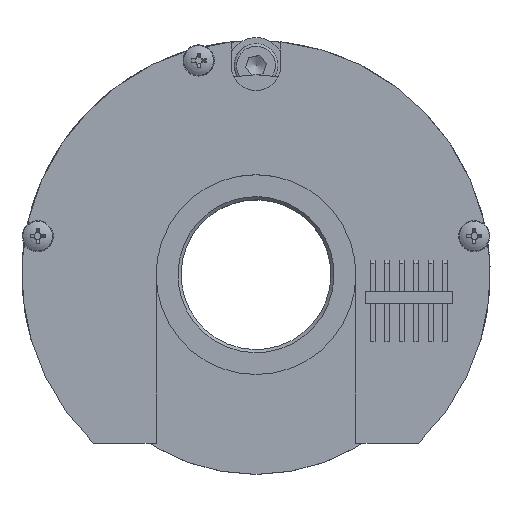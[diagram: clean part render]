
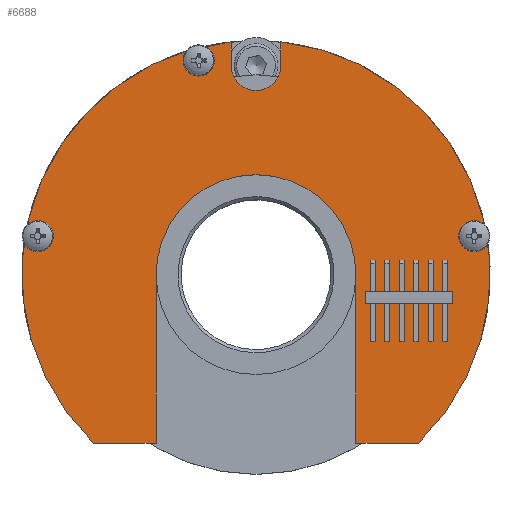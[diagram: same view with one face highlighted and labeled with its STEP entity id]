
A CAD part, top view. The second image highlights one B-rep face of the part: STEP entity #6688.
In plain terms, the highlighted planar face has unit normal (0, 0, 1).
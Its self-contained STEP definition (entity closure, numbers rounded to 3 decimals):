
#307=PLANE($,#7229);
#516=FACE_BOUND($,#2401,.T.);
#517=FACE_BOUND($,#2402,.T.);
#518=FACE_BOUND($,#2403,.T.);
#519=FACE_BOUND($,#2404,.T.);
#814=LINE($,#10507,#1480);
#818=LINE($,#10516,#1484);
#827=LINE($,#10550,#1493);
#828=LINE($,#10553,#1494);
#830=LINE($,#10564,#1496);
#831=LINE($,#10567,#1497);
#1480=VECTOR($,#8298,3.786);
#1484=VECTOR($,#8304,3.786);
#1493=VECTOR($,#8339,10.024);
#1494=VECTOR($,#8342,10.024);
#1496=VECTOR($,#8354,27.);
#1497=VECTOR($,#8357,27.);
#2401=EDGE_LOOP($,(#5474));
#2402=EDGE_LOOP($,(#5475));
#2403=EDGE_LOOP($,(#5476));
#2404=EDGE_LOOP($,(#5477,#5478,#5479,#5480,#5481,#5482,#5483,#5484,#5485,
#5486));
#2812=CIRCLE($,#7217,4.);
#2819=CIRCLE($,#7226,37.5);
#2820=CIRCLE($,#7230,1.5);
#2821=CIRCLE($,#7231,1.5);
#2822=CIRCLE($,#7232,1.5);
#2823=CIRCLE($,#7233,37.5);
#2824=CIRCLE($,#7234,16.);
#3233=VERTEX_POINT($,#10504);
#3234=VERTEX_POINT($,#10506);
#3237=VERTEX_POINT($,#10513);
#3238=VERTEX_POINT($,#10515);
#3248=VERTEX_POINT($,#10542);
#3249=VERTEX_POINT($,#10546);
#3250=VERTEX_POINT($,#10548);
#3251=VERTEX_POINT($,#10552);
#3252=VERTEX_POINT($,#10556);
#3253=VERTEX_POINT($,#10558);
#3254=VERTEX_POINT($,#10560);
#3255=VERTEX_POINT($,#10563);
#3256=VERTEX_POINT($,#10565);
#4129=EDGE_CURVE($,#3234,#3233,#814,.T.);
#4133=EDGE_CURVE($,#3238,#3237,#818,.T.);
#4136=EDGE_CURVE($,#3233,#3238,#2812,.T.);
#4147=EDGE_CURVE($,#3234,#3248,#2819,.T.);
#4151=EDGE_CURVE($,#3249,#3250,#827,.T.);
#4152=EDGE_CURVE($,#3251,#3248,#828,.T.);
#4154=EDGE_CURVE($,#3252,#3252,#2820,.T.);
#4155=EDGE_CURVE($,#3253,#3253,#2821,.T.);
#4156=EDGE_CURVE($,#3254,#3254,#2822,.T.);
#4157=EDGE_CURVE($,#3249,#3237,#2823,.T.);
#4158=EDGE_CURVE($,#3250,#3255,#830,.T.);
#4159=EDGE_CURVE($,#3255,#3256,#2824,.T.);
#4160=EDGE_CURVE($,#3256,#3251,#831,.T.);
#5474=ORIENTED_EDGE($,*,*,#4154,.T.);
#5475=ORIENTED_EDGE($,*,*,#4155,.T.);
#5476=ORIENTED_EDGE($,*,*,#4156,.T.);
#5477=ORIENTED_EDGE($,*,*,#4133,.T.);
#5478=ORIENTED_EDGE($,*,*,#4157,.F.);
#5479=ORIENTED_EDGE($,*,*,#4151,.T.);
#5480=ORIENTED_EDGE($,*,*,#4158,.T.);
#5481=ORIENTED_EDGE($,*,*,#4159,.T.);
#5482=ORIENTED_EDGE($,*,*,#4160,.T.);
#5483=ORIENTED_EDGE($,*,*,#4152,.T.);
#5484=ORIENTED_EDGE($,*,*,#4147,.F.);
#5485=ORIENTED_EDGE($,*,*,#4129,.T.);
#5486=ORIENTED_EDGE($,*,*,#4136,.T.);
#6688=ADVANCED_FACE($,(#516,#517,#518,#519),#307,.F.);
#7217=AXIS2_PLACEMENT_3D($,#10520,#8310,#8311);
#7226=AXIS2_PLACEMENT_3D($,#10543,#8332,#8333);
#7229=AXIS2_PLACEMENT_3D($,#10555,#8344,#8345);
#7230=AXIS2_PLACEMENT_3D($,#10557,#8346,#8347);
#7231=AXIS2_PLACEMENT_3D($,#10559,#8348,#8349);
#7232=AXIS2_PLACEMENT_3D($,#10561,#8350,#8351);
#7233=AXIS2_PLACEMENT_3D($,#10562,#8352,#8353);
#7234=AXIS2_PLACEMENT_3D($,#10566,#8355,#8356);
#8298=DIRECTION($,(0.,-1.,0.));
#8304=DIRECTION($,(0.,1.,0.));
#8310=DIRECTION('center_axis',(0.,0.,-1.));
#8311=DIRECTION('ref_axis',(-1.,0.,0.));
#8332=DIRECTION('center_axis',(0.,0.,-1.));
#8333=DIRECTION('ref_axis',(-1.,0.,0.));
#8339=DIRECTION($,(1.,0.,0.));
#8342=DIRECTION($,(1.,0.,0.));
#8344=DIRECTION('center_axis',(0.,0.,-1.));
#8345=DIRECTION('ref_axis',(-1.,0.,0.));
#8346=DIRECTION('center_axis',(0.,0.,-1.));
#8347=DIRECTION('ref_axis',(-1.,0.,0.));
#8348=DIRECTION('center_axis',(0.,0.,-1.));
#8349=DIRECTION('ref_axis',(-1.,0.,0.));
#8350=DIRECTION('center_axis',(0.,0.,-1.));
#8351=DIRECTION('ref_axis',(-1.,0.,0.));
#8352=DIRECTION('center_axis',(0.,0.,-1.));
#8353=DIRECTION('ref_axis',(-1.,0.,0.));
#8354=DIRECTION($,(0.,1.,0.));
#8355=DIRECTION('center_axis',(0.,0.,-1.));
#8356=DIRECTION('ref_axis',(-1.,0.,0.));
#8357=DIRECTION($,(0.,-1.,0.));
#10504=CARTESIAN_POINT('',(4.,33.5,27.));
#10506=CARTESIAN_POINT('',(4.,37.286,27.));
#10507=CARTESIAN_POINT($,(4.,16.75,27.));
#10513=CARTESIAN_POINT('',(-4.,37.286,27.));
#10515=CARTESIAN_POINT('',(-4.,33.5,27.));
#10516=CARTESIAN_POINT($,(-4.,18.643,27.));
#10520=CARTESIAN_POINT('Origin',(0.,33.5,27.));
#10542=CARTESIAN_POINT('',(26.024,-27.,27.));
#10543=CARTESIAN_POINT('Origin',(0.,0.,
27.));
#10546=CARTESIAN_POINT('',(-26.024,-27.,27.));
#10548=CARTESIAN_POINT('',(-16.,-27.,27.));
#10550=CARTESIAN_POINT($,(-21.493,-27.,27.));
#10552=CARTESIAN_POINT('',(16.,-27.,27.));
#10553=CARTESIAN_POINT($,(-21.493,-27.,27.));
#10555=CARTESIAN_POINT('Origin',(0.,0.,
27.));
#10556=CARTESIAN_POINT('',(-7.688,34.29,27.));
#10557=CARTESIAN_POINT('Origin',(-9.188,34.29,27.));
#10558=CARTESIAN_POINT('',(-33.461,6.165,27.));
#10559=CARTESIAN_POINT('Origin',(-34.961,6.165,27.));
#10560=CARTESIAN_POINT('',(36.461,6.165,27.));
#10561=CARTESIAN_POINT('Origin',(34.961,6.165,27.));
#10562=CARTESIAN_POINT('Origin',(0.,0.,
27.));
#10563=CARTESIAN_POINT('',(-16.,0.,27.));
#10564=CARTESIAN_POINT($,(-16.,0.,27.));
#10565=CARTESIAN_POINT('',(16.,0.,27.));
#10566=CARTESIAN_POINT('Origin',(0.,0.,
27.));
#10567=CARTESIAN_POINT($,(16.,-16.958,27.));
